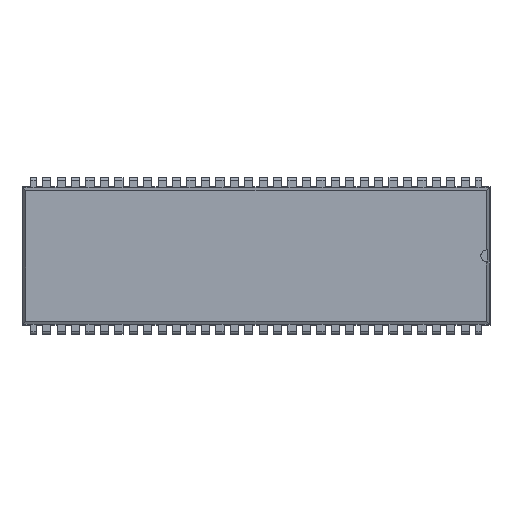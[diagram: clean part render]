
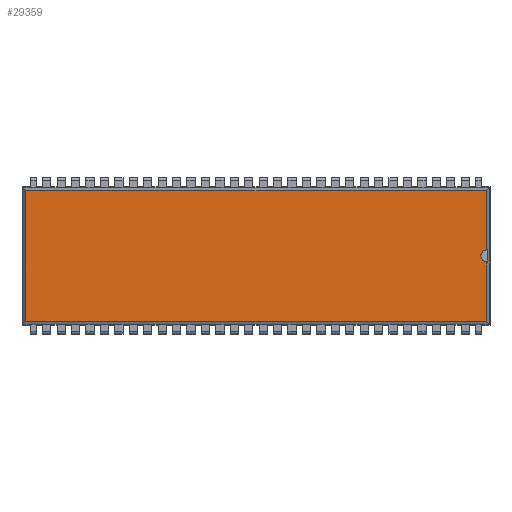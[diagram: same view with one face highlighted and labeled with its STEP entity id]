
A CAD part, top view. The second image highlights one B-rep face of the part: STEP entity #29359.
In plain terms, the highlighted planar face has unit normal (0, 0, 1).
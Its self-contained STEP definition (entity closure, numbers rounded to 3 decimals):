
#16051 = VERTEX_POINT('',#16052);
#16052 = CARTESIAN_POINT('',(37.901,-35.615,4.318));
#16057 = EDGE_CURVE('',#16058,#16051,#16060,.T.);
#16058 = VERTEX_POINT('',#16059);
#16059 = CARTESIAN_POINT('',(-18.851,-35.615,4.318));
#16060 = LINE('',#16061,#16062);
#16061 = CARTESIAN_POINT('',(-18.851,-35.615,4.318));
#16062 = VECTOR('',#16063,1.);
#16063 = DIRECTION('',(1.,0.,0.));
#22417 = VERTEX_POINT('',#22418);
#22418 = CARTESIAN_POINT('',(37.901,-19.503,4.318));
#22423 = EDGE_CURVE('',#22424,#22417,#22426,.T.);
#22424 = VERTEX_POINT('',#22425);
#22425 = CARTESIAN_POINT('',(37.901,-26.813,4.318));
#22426 = LINE('',#22427,#22428);
#22427 = CARTESIAN_POINT('',(37.901,-35.615,4.318));
#22428 = VECTOR('',#22429,1.);
#22429 = DIRECTION('',(0.,1.,0.));
#22644 = VERTEX_POINT('',#22645);
#22645 = CARTESIAN_POINT('',(37.901,-28.305,4.318));
#22749 = EDGE_CURVE('',#16051,#22644,#22750,.T.);
#22750 = LINE('',#22751,#22752);
#22751 = CARTESIAN_POINT('',(37.901,-35.615,4.318));
#22752 = VECTOR('',#22753,1.);
#22753 = DIRECTION('',(0.,1.,0.));
#22989 = VERTEX_POINT('',#22990);
#22990 = CARTESIAN_POINT('',(-18.851,-19.503,4.318));
#22995 = EDGE_CURVE('',#22417,#22989,#22996,.T.);
#22996 = LINE('',#22997,#22998);
#22997 = CARTESIAN_POINT('',(37.901,-19.503,4.318));
#22998 = VECTOR('',#22999,1.);
#22999 = DIRECTION('',(-1.,0.,0.));
#29348 = EDGE_CURVE('',#22989,#16058,#29349,.T.);
#29349 = LINE('',#29350,#29351);
#29350 = CARTESIAN_POINT('',(-18.851,-19.503,4.318));
#29351 = VECTOR('',#29352,1.);
#29352 = DIRECTION('',(0.,-1.,0.));
#29359 = ADVANCED_FACE('',(#29360),#29383,.F.);
#29360 = FACE_BOUND('',#29361,.F.);
#29361 = EDGE_LOOP('',(#29362,#29363,#29364,#29365,#29366,#29375,#29382)
);
#29362 = ORIENTED_EDGE('',*,*,#16057,.F.);
#29363 = ORIENTED_EDGE('',*,*,#29348,.F.);
#29364 = ORIENTED_EDGE('',*,*,#22995,.F.);
#29365 = ORIENTED_EDGE('',*,*,#22423,.F.);
#29366 = ORIENTED_EDGE('',*,*,#29367,.F.);
#29367 = EDGE_CURVE('',#29368,#22424,#29370,.T.);
#29368 = VERTEX_POINT('',#29369);
#29369 = CARTESIAN_POINT('',(37.226,-27.559,4.318));
#29370 = CIRCLE('',#29371,0.75);
#29371 = AXIS2_PLACEMENT_3D('',#29372,#29373,#29374);
#29372 = CARTESIAN_POINT('',(37.976,-27.559,4.318));
#29373 = DIRECTION('',(0.,0.,-1.));
#29374 = DIRECTION('',(-1.,0.,0.));
#29375 = ORIENTED_EDGE('',*,*,#29376,.F.);
#29376 = EDGE_CURVE('',#22644,#29368,#29377,.T.);
#29377 = CIRCLE('',#29378,0.75);
#29378 = AXIS2_PLACEMENT_3D('',#29379,#29380,#29381);
#29379 = CARTESIAN_POINT('',(37.976,-27.559,4.318));
#29380 = DIRECTION('',(0.,0.,-1.));
#29381 = DIRECTION('',(-1.,0.,0.));
#29382 = ORIENTED_EDGE('',*,*,#22749,.F.);
#29383 = PLANE('',#29384);
#29384 = AXIS2_PLACEMENT_3D('',#29385,#29386,#29387);
#29385 = CARTESIAN_POINT('',(-18.851,-35.615,4.318));
#29386 = DIRECTION('',(0.,0.,-1.));
#29387 = DIRECTION('',(0.962,0.273,0.));
